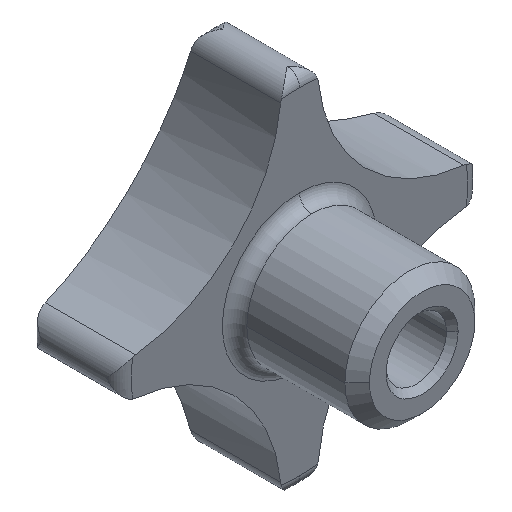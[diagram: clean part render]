
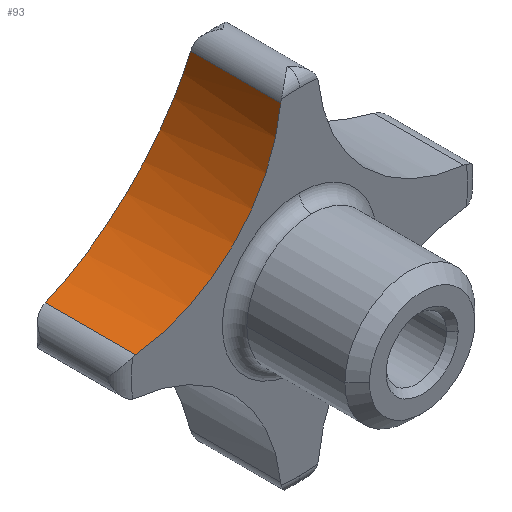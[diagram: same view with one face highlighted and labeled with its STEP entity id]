
A CAD part, isometric view. The second image highlights one B-rep face of the part: STEP entity #93.
In plain terms, the highlighted cylindrical face has radius 22.5 mm (diameter 45 mm), a partial arc.
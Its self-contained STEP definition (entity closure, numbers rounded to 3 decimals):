
#93 = ADVANCED_FACE( '', ( #149 ), #150, .F. );
#149 = FACE_OUTER_BOUND( '', #225, .T. );
#150 = CYLINDRICAL_SURFACE( '', #226, 22.5 );
#225 = EDGE_LOOP( '', ( #400, #401, #402, #403 ) );
#226 = AXIS2_PLACEMENT_3D( '', #404, #405, #406 );
#400 = ORIENTED_EDGE( '', *, *, #632, .F. );
#401 = ORIENTED_EDGE( '', *, *, #631, .F. );
#402 = ORIENTED_EDGE( '', *, *, #633, .F. );
#403 = ORIENTED_EDGE( '', *, *, #634, .T. );
#404 = CARTESIAN_POINT( '', ( -25., 0., 25. ) );
#405 = DIRECTION( '', ( 0., -1., 0. ) );
#406 = DIRECTION( '', ( 0.099, 0., -0.995 ) );
#631 = EDGE_CURVE( '', #782, #766, #784, .T. );
#632 = EDGE_CURVE( '', #766, #785, #786, .T. );
#633 = EDGE_CURVE( '', #787, #782, #788, .T. );
#634 = EDGE_CURVE( '', #787, #785, #789, .T. );
#766 = VERTEX_POINT( '', #1108 );
#782 = VERTEX_POINT( '', #1185 );
#784 = LINE( '', #1187, #1188 );
#785 = VERTEX_POINT( '', #1189 );
#786 = B_SPLINE_CURVE_WITH_KNOTS( '', 3, ( #1190, #1191, #1192, #1193, #1194, #1195, #1196, #1197, #1198, #1199, #1200, #1201, #1202, #1203, #1204, #1205, #1206, #1207, #1208, #1209, #1210, #1211, #1212, #1213, #1214, #1215, #1216, #1217, #1218, #1219 ), .UNSPECIFIED., .F., .F., ( 4, 2, 2, 2, 2, 2, 2, 2, 2, 2, 2, 2, 2, 2, 4 ), ( 0., 2.132, 4.264, 6.397, 8.529, 10.661, 12.793, 14.926, 17.058, 19.216, 21.374, 23.533, 25.691, 27.849, 29.85 ), .UNSPECIFIED. );
#787 = VERTEX_POINT( '', #1220 );
#788 = CIRCLE( '', #1221, 22.5 );
#789 = LINE( '', #1222, #1223 );
#1108 = CARTESIAN_POINT( '', ( -22.769, 29.485, 2.611 ) );
#1185 = CARTESIAN_POINT( '', ( -22.769, 17., 2.611 ) );
#1187 = CARTESIAN_POINT( '', ( -22.769, 0., 2.611 ) );
#1188 = VECTOR( '', #1472, 1. );
#1189 = CARTESIAN_POINT( '', ( -2.611, 29.485, 22.769 ) );
#1190 = CARTESIAN_POINT( '', ( -22.769, 29.485, 2.611 ) );
#1191 = CARTESIAN_POINT( '', ( -22.078, 29.636, 2.68 ) );
#1192 = CARTESIAN_POINT( '', ( -21.376, 29.78, 2.782 ) );
#1193 = CARTESIAN_POINT( '', ( -19.966, 30.054, 3.059 ) );
#1194 = CARTESIAN_POINT( '', ( -19.258, 30.183, 3.233 ) );
#1195 = CARTESIAN_POINT( '', ( -17.85, 30.42, 3.654 ) );
#1196 = CARTESIAN_POINT( '', ( -17.15, 30.529, 3.901 ) );
#1197 = CARTESIAN_POINT( '', ( -15.772, 30.723, 4.466 ) );
#1198 = CARTESIAN_POINT( '', ( -15.094, 30.81, 4.784 ) );
#1199 = CARTESIAN_POINT( '', ( -13.771, 30.958, 5.488 ) );
#1200 = CARTESIAN_POINT( '', ( -13.126, 31.02, 5.873 ) );
#1201 = CARTESIAN_POINT( '', ( -11.881, 31.118, 6.705 ) );
#1202 = CARTESIAN_POINT( '', ( -11.281, 31.155, 7.151 ) );
#1203 = CARTESIAN_POINT( '', ( -10.134, 31.204, 8.094 ) );
#1204 = CARTESIAN_POINT( '', ( -9.587, 31.215, 8.592 ) );
#1205 = CARTESIAN_POINT( '', ( -8.556, 31.215, 9.625 ) );
#1206 = CARTESIAN_POINT( '', ( -8.071, 31.203, 10.162 ) );
#1207 = CARTESIAN_POINT( '', ( -7.164, 31.156, 11.266 ) );
#1208 = CARTESIAN_POINT( '', ( -6.727, 31.12, 11.852 ) );
#1209 = CARTESIAN_POINT( '', ( -5.905, 31.024, 13.076 ) );
#1210 = CARTESIAN_POINT( '', ( -5.521, 30.963, 13.714 ) );
#1211 = CARTESIAN_POINT( '', ( -4.814, 30.817, 15.034 ) );
#1212 = CARTESIAN_POINT( '', ( -4.492, 30.731, 15.715 ) );
#1213 = CARTESIAN_POINT( '', ( -3.916, 30.535, 17.107 ) );
#1214 = CARTESIAN_POINT( '', ( -3.663, 30.425, 17.819 ) );
#1215 = CARTESIAN_POINT( '', ( -3.231, 30.182, 19.261 ) );
#1216 = CARTESIAN_POINT( '', ( -3.052, 30.05, 19.991 ) );
#1217 = CARTESIAN_POINT( '', ( -2.778, 29.774, 21.405 ) );
#1218 = CARTESIAN_POINT( '', ( -2.679, 29.633, 22.088 ) );
#1219 = CARTESIAN_POINT( '', ( -2.611, 29.485, 22.769 ) );
#1220 = CARTESIAN_POINT( '', ( -2.611, 17., 22.769 ) );
#1221 = AXIS2_PLACEMENT_3D( '', #1473, #1474, #1475 );
#1222 = CARTESIAN_POINT( '', ( -2.611, 0., 22.769 ) );
#1223 = VECTOR( '', #1476, 1. );
#1472 = DIRECTION( '', ( 0., 1., 0. ) );
#1473 = CARTESIAN_POINT( '', ( -25., 17., 25. ) );
#1474 = DIRECTION( '', ( 0., 1., 0. ) );
#1475 = DIRECTION( '', ( 0.099, 0., -0.995 ) );
#1476 = DIRECTION( '', ( 0., 1., 0. ) );
